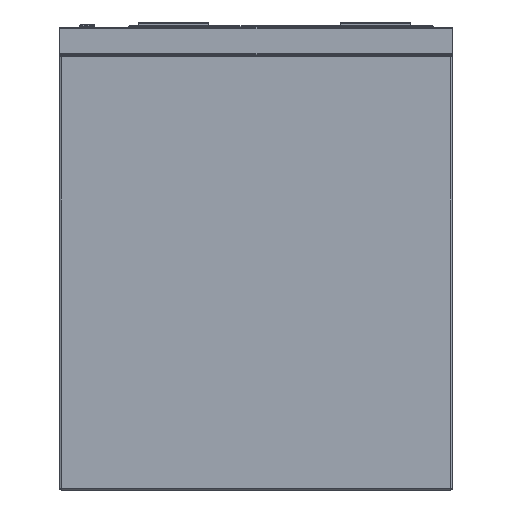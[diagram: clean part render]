
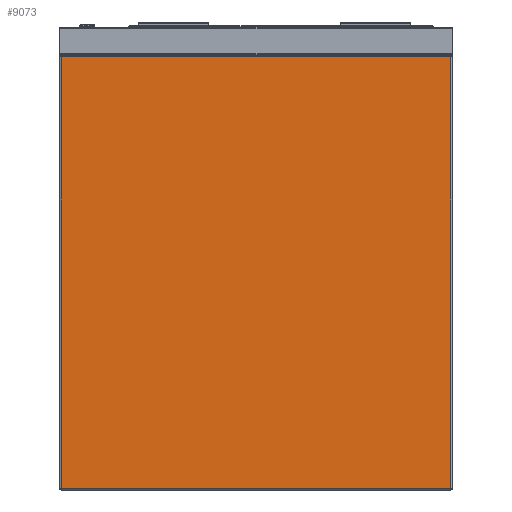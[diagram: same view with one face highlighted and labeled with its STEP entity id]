
A CAD part, left-side view. The second image highlights one B-rep face of the part: STEP entity #9073.
In plain terms, the highlighted planar face has unit normal (-1, 0, 0).
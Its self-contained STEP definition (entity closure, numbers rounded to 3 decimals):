
#35 = VERTEX_POINT ( 'NONE', #7026 ) ;
#689 = CARTESIAN_POINT ( 'NONE',  ( -500., -280., -658. ) ) ;
#1310 = CARTESIAN_POINT ( 'NONE',  ( -500., 278., -42. ) ) ;
#2778 = ORIENTED_EDGE ( 'NONE', *, *, #19825, .T. ) ;
#3860 = LINE ( 'NONE', #31907, #26339 ) ;
#4306 = VECTOR ( 'NONE', #6170, 1000. ) ;
#4347 = FACE_OUTER_BOUND ( 'NONE', #19405, .T. ) ;
#4450 = ORIENTED_EDGE ( 'NONE', *, *, #14262, .T. ) ;
#4607 = VERTEX_POINT ( 'NONE', #29560 ) ;
#4894 = CARTESIAN_POINT ( 'NONE',  ( -500., -280., -660. ) ) ;
#5512 = VERTEX_POINT ( 'NONE', #19478 ) ;
#6170 = DIRECTION ( 'NONE',  ( 0., -1., 0. ) ) ;
#7026 = CARTESIAN_POINT ( 'NONE',  ( -500., -278., -658. ) ) ;
#7098 = LINE ( 'NONE', #21376, #16265 ) ;
#7281 = DIRECTION ( 'NONE',  ( 0., 0., 1. ) ) ;
#8282 = LINE ( 'NONE', #13581, #29502 ) ;
#9073 = ADVANCED_FACE ( 'Fl�che7', ( #4347 ), #30183, .T. ) ;
#9541 = DIRECTION ( 'NONE',  ( 0., 0., -1. ) ) ;
#13117 = DIRECTION ( 'NONE',  ( -1., 0., 0. ) ) ;
#13354 = VERTEX_POINT ( 'NONE', #1310 ) ;
#13581 = CARTESIAN_POINT ( 'NONE',  ( -500., 280., -42. ) ) ;
#14262 = EDGE_CURVE ( 'NONE', #4607, #13354, #8282, .T. ) ;
#16265 = VECTOR ( 'NONE', #7281, 1000. ) ;
#18469 = ORIENTED_EDGE ( 'NONE', *, *, #24082, .T. ) ;
#19405 = EDGE_LOOP ( 'NONE', ( #2778, #4450, #35657, #18469 ) ) ;
#19478 = CARTESIAN_POINT ( 'NONE',  ( -500., 278., -658. ) ) ;
#19825 = EDGE_CURVE ( 'NONE', #35, #4607, #7098, .T. ) ;
#21376 = CARTESIAN_POINT ( 'NONE',  ( -500., -278., -660. ) ) ;
#21566 = AXIS2_PLACEMENT_3D ( 'NONE', #4894, #13117, #23964 ) ;
#23964 = DIRECTION ( 'NONE',  ( 0., -1., 0. ) ) ;
#24082 = EDGE_CURVE ( 'NONE', #5512, #35, #31115, .T. ) ;
#26339 = VECTOR ( 'NONE', #9541, 1000. ) ;
#29502 = VECTOR ( 'NONE', #35796, 1000. ) ;
#29560 = CARTESIAN_POINT ( 'NONE',  ( -500., -278., -42. ) ) ;
#30183 = PLANE ( 'NONE',  #21566 ) ;
#31115 = LINE ( 'NONE', #689, #4306 ) ;
#31907 = CARTESIAN_POINT ( 'NONE',  ( -500., 278., -660. ) ) ;
#32328 = EDGE_CURVE ( 'NONE', #13354, #5512, #3860, .T. ) ;
#35657 = ORIENTED_EDGE ( 'NONE', *, *, #32328, .T. ) ;
#35796 = DIRECTION ( 'NONE',  ( 0., 1., 0. ) ) ;
